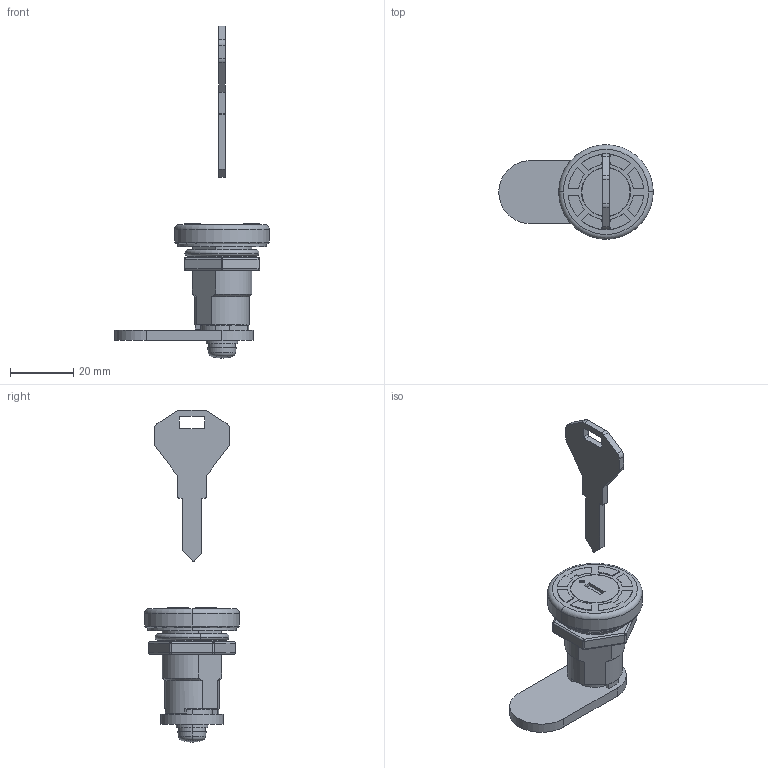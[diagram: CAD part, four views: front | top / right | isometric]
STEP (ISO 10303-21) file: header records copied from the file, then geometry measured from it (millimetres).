
FILE_DESCRIPTION (( 'STEP AP214' ), '1' );
FILE_NAME ('TL_399.STEP', '2015-02-23T00:15:06', ( '' ), ( '' ), 'SwSTEP 2.0', 'SolidWorks 2015', '' );
FILE_SCHEMA (( 'AUTOMOTIVE_DESIGN' ));
Length unit declared in the file: millimetre
Products named in the file (7): key; control cam; cam; nut; washer; case; TL_399
Assembly tree (6 placements, depth 2):
  TL_399
    case
    washer
    nut
    cam
    control cam
    key
Bounding box: 49 x 30 x 105.29 mm (x, y, z)
Volume: 16158.8 mm3; surface area: 9069.5 mm2
Topology: 6 solids, 6 shells, 267 faces, 667 edges, 426 vertices
Faces by surface type: plane 130, cylinder 106, sphere 14, torus 12, cone 5
Entity records: 8233 total; most frequent: DIRECTION 1473, CARTESIAN_POINT 1373, ORIENTED_EDGE 1318, EDGE_CURVE 659, AXIS2_PLACEMENT_3D 542, VERTEX_POINT 422, LINE 389, VECTOR 389
